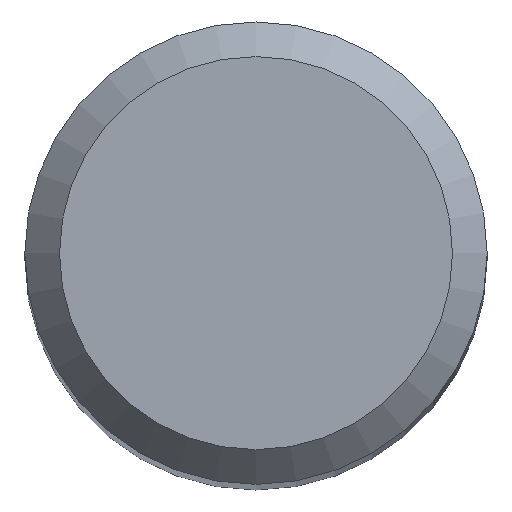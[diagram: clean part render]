
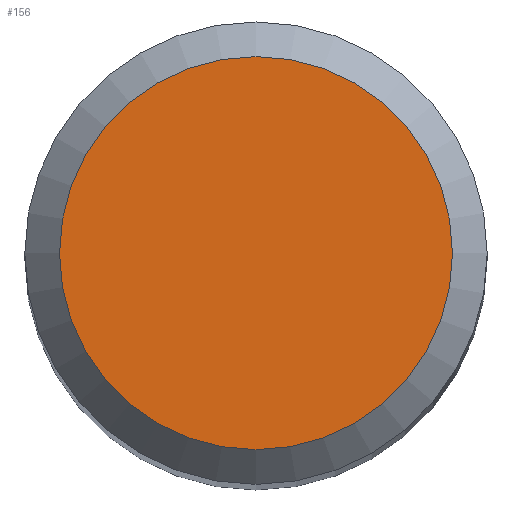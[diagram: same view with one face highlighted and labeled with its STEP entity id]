
A CAD part, top view. The second image highlights one B-rep face of the part: STEP entity #156.
In plain terms, the highlighted planar face has unit normal (0, 0, 1).
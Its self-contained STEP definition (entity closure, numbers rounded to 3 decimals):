
#12 = CARTESIAN_POINT ( 'NONE',  ( 0., 0., 40. ) ) ;
#13 = DIRECTION ( 'NONE',  ( 0., 0., -1. ) ) ;
#41 = EDGE_LOOP ( 'NONE', ( #142 ) ) ;
#97 = AXIS2_PLACEMENT_3D ( 'NONE', #180, #135, #218 ) ;
#118 = AXIS2_PLACEMENT_3D ( 'NONE', #12, #13, #198 ) ;
#135 = DIRECTION ( 'NONE',  ( 0., 0., -1. ) ) ;
#142 = ORIENTED_EDGE ( 'NONE', *, *, #205, .F. ) ;
#149 = PLANE ( 'NONE',  #97 ) ;
#156 = ADVANCED_FACE ( 'NONE', ( #179 ), #149, .F. ) ;
#170 = CARTESIAN_POINT ( 'NONE',  ( 0., 1.7, 40. ) ) ;
#179 = FACE_OUTER_BOUND ( 'NONE', #41, .T. ) ;
#180 = CARTESIAN_POINT ( 'NONE',  ( 0., 0., 40. ) ) ;
#198 = DIRECTION ( 'NONE',  ( 0., 1., 0. ) ) ;
#199 = VERTEX_POINT ( 'NONE', #170 ) ;
#205 = EDGE_CURVE ( 'NONE', #199, #199, #214, .T. ) ;
#214 = CIRCLE ( 'NONE', #118, 1.7 ) ;
#218 = DIRECTION ( 'NONE',  ( 0., 1., 0. ) ) ;
